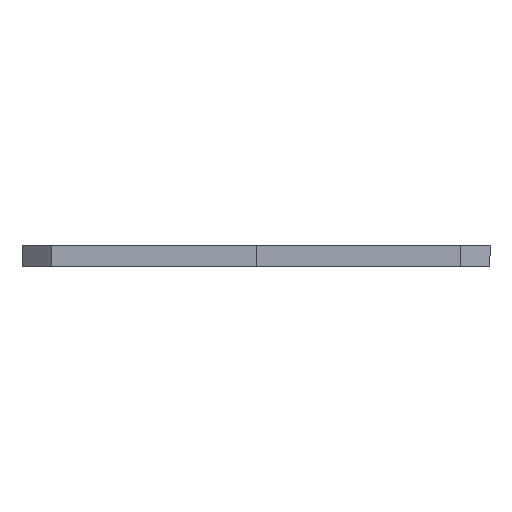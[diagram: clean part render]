
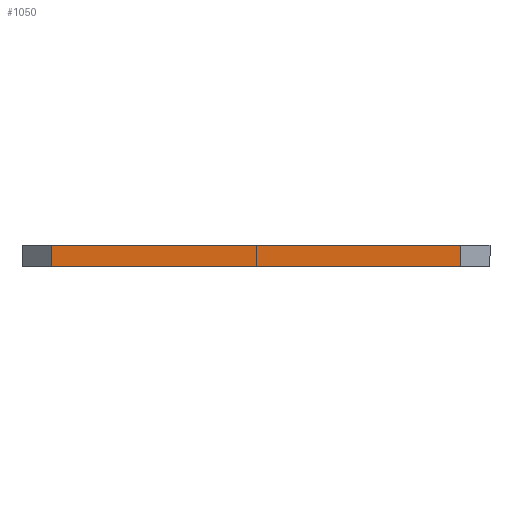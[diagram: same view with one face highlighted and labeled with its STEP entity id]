
A CAD part, left-side view. The second image highlights one B-rep face of the part: STEP entity #1050.
In plain terms, the highlighted planar face has unit normal (-1, 0, 0).
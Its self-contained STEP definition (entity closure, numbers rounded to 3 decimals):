
#2 = FACE_OUTER_BOUND ( 'NONE', #962, .T. ) ;
#60 = VERTEX_POINT ( 'NONE', #411 ) ;
#143 = VECTOR ( 'NONE', #1487, 1000. ) ;
#197 = LINE ( 'NONE', #807, #1554 ) ;
#199 = DIRECTION ( 'NONE',  ( 0., 0., -1. ) ) ;
#213 = VECTOR ( 'NONE', #199, 1000. ) ;
#238 = PLANE ( 'NONE',  #367 ) ;
#260 = DIRECTION ( 'NONE',  ( 0., 0., 1. ) ) ;
#367 = AXIS2_PLACEMENT_3D ( 'NONE', #1555, #1167, #372 ) ;
#372 = DIRECTION ( 'NONE',  ( 0., 0., -1. ) ) ;
#411 = CARTESIAN_POINT ( 'NONE',  ( -62.5, -14., 1.5 ) ) ;
#602 = CARTESIAN_POINT ( 'NONE',  ( -62.5, 14., 1.5 ) ) ;
#802 = EDGE_CURVE ( 'NONE', #938, #60, #1014, .T. ) ;
#807 = CARTESIAN_POINT ( 'NONE',  ( -62.5, -16., 1.5 ) ) ;
#846 = DIRECTION ( 'NONE',  ( 0., -1., 0. ) ) ;
#865 = LINE ( 'NONE', #976, #143 ) ;
#938 = VERTEX_POINT ( 'NONE', #1089 ) ;
#962 = EDGE_LOOP ( 'NONE', ( #1708, #1404, #1197, #1141 ) ) ;
#976 = CARTESIAN_POINT ( 'NONE',  ( -62.5, -16., 0. ) ) ;
#1014 = LINE ( 'NONE', #1186, #1049 ) ;
#1049 = VECTOR ( 'NONE', #260, 1000. ) ;
#1050 = ADVANCED_FACE ( 'NONE', ( #2 ), #238, .F. ) ;
#1066 = CARTESIAN_POINT ( 'NONE',  ( -62.5, 14., 1.5 ) ) ;
#1089 = CARTESIAN_POINT ( 'NONE',  ( -62.5, -14., 0. ) ) ;
#1141 = ORIENTED_EDGE ( 'NONE', *, *, #1361, .T. ) ;
#1167 = DIRECTION ( 'NONE',  ( 1., 0., 0. ) ) ;
#1171 = VERTEX_POINT ( 'NONE', #1066 ) ;
#1186 = CARTESIAN_POINT ( 'NONE',  ( -62.5, -14., 1.5 ) ) ;
#1197 = ORIENTED_EDGE ( 'NONE', *, *, #1244, .F. ) ;
#1244 = EDGE_CURVE ( 'NONE', #1171, #60, #197, .T. ) ;
#1270 = LINE ( 'NONE', #602, #213 ) ;
#1361 = EDGE_CURVE ( 'NONE', #1171, #1460, #1270, .T. ) ;
#1404 = ORIENTED_EDGE ( 'NONE', *, *, #802, .T. ) ;
#1460 = VERTEX_POINT ( 'NONE', #1694 ) ;
#1487 = DIRECTION ( 'NONE',  ( 0., -1., 0. ) ) ;
#1554 = VECTOR ( 'NONE', #846, 1000. ) ;
#1555 = CARTESIAN_POINT ( 'NONE',  ( -62.5, -16., 1.5 ) ) ;
#1694 = CARTESIAN_POINT ( 'NONE',  ( -62.5, 14., 0. ) ) ;
#1701 = EDGE_CURVE ( 'NONE', #1460, #938, #865, .T. ) ;
#1708 = ORIENTED_EDGE ( 'NONE', *, *, #1701, .T. ) ;
